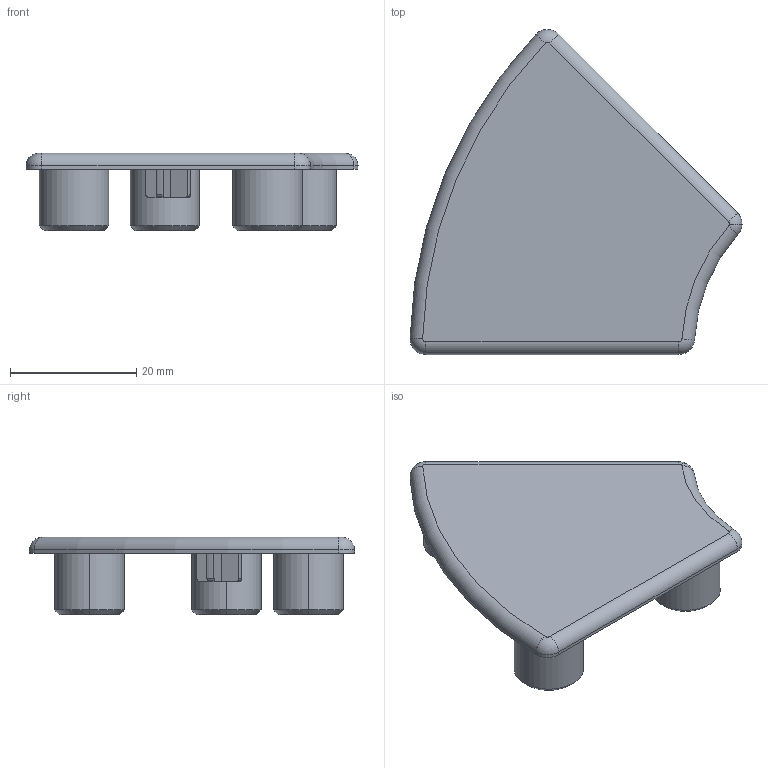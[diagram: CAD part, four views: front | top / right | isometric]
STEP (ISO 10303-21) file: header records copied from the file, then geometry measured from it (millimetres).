
FILE_DESCRIPTION (( 'STEP AP203' ), '1' );
FILE_NAME ('60-230-1.STEP', '2022-01-27T17:46:04', ( '' ), ( '' ), 'SwSTEP 2.0', 'SolidWorks 2021', '' );
FILE_SCHEMA (( 'CONFIG_CONTROL_DESIGN' ));
Length unit declared in the file: millimetre
Products named in the file (1): 60-230-1
Bounding box: 52.54 x 51.45 x 12.25 mm (x, y, z)
Volume: 5497.2 mm3; surface area: 6394.6 mm2
Topology: 1 solids, 1 shells, 74 faces, 168 edges, 101 vertices
Faces by surface type: cylinder 29, torus 20, plane 17, cone 8
Entity records: 2246 total; most frequent: CARTESIAN_POINT 448, DIRECTION 403, ORIENTED_EDGE 336, AXIS2_PLACEMENT_3D 168, EDGE_CURVE 168, VERTEX_POINT 101, CIRCLE 93, EDGE_LOOP 79
